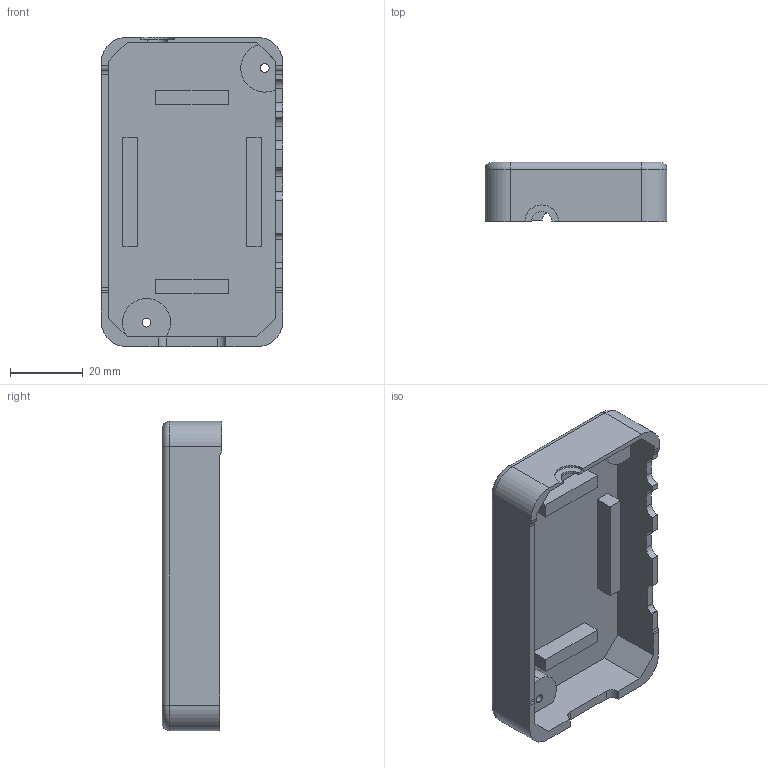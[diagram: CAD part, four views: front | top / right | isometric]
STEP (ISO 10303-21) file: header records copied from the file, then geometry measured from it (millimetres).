
FILE_DESCRIPTION (( 'STEP AP214' ), '1' );
FILE_NAME ('scout_V0_housing_bottom.STEP', '2026-02-27T11:20:28', ( '' ), ( '' ), 'SwSTEP 2.0', 'SolidWorks 2024', '' );
FILE_SCHEMA (( 'AUTOMOTIVE_DESIGN' ));
Length unit declared in the file: millimetre
Products named in the file (1): scout_V0_housing_bottom
Bounding box: 50 x 16.33 x 85 mm (x, y, z)
Volume: 18262.1 mm3; surface area: 16805 mm2
Topology: 1 solids, 1 shells, 103 faces, 272 edges, 177 vertices
Faces by surface type: plane 56, cylinder 39, cone 4, torus 4
Entity records: 3219 total; most frequent: DIRECTION 566, CARTESIAN_POINT 553, ORIENTED_EDGE 544, EDGE_CURVE 272, AXIS2_PLACEMENT_3D 190, LINE 186, VECTOR 186, VERTEX_POINT 177
